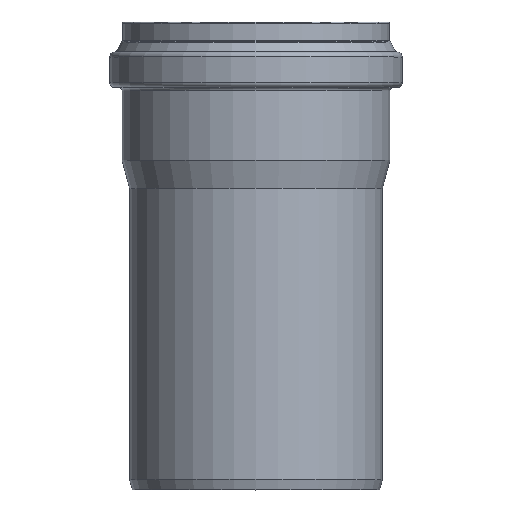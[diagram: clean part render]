
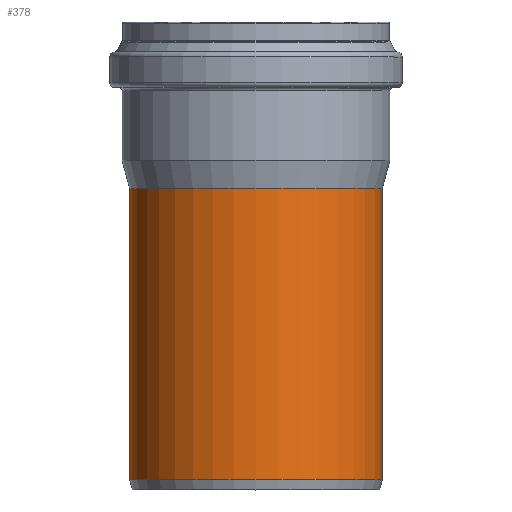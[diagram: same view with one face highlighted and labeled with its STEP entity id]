
A CAD part, top view. The second image highlights one B-rep face of the part: STEP entity #378.
In plain terms, the highlighted cylindrical face has radius 100 mm (diameter 200 mm), a full revolution.
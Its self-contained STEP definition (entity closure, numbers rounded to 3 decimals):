
#30=CYLINDRICAL_SURFACE('',#420,100.);
#44=FACE_BOUND('',#120,.T.);
#80=FACE_OUTER_BOUND('',#119,.T.);
#119=EDGE_LOOP('',(#299));
#120=EDGE_LOOP('',(#300));
#186=CIRCLE('',#415,100.);
#189=CIRCLE('',#421,100.);
#222=VERTEX_POINT('',#635);
#225=VERTEX_POINT('',#644);
#258=EDGE_CURVE('',#222,#222,#186,.T.);
#261=EDGE_CURVE('',#225,#225,#189,.T.);
#299=ORIENTED_EDGE('',*,*,#258,.F.);
#300=ORIENTED_EDGE('',*,*,#261,.T.);
#378=ADVANCED_FACE('',(#80,#44),#30,.T.);
#415=AXIS2_PLACEMENT_3D('',#636,#491,#492);
#420=AXIS2_PLACEMENT_3D('',#643,#501,#502);
#421=AXIS2_PLACEMENT_3D('',#645,#503,#504);
#491=DIRECTION('center_axis',(0.,-1.,0.));
#492=DIRECTION('ref_axis',(1.,0.,0.));
#501=DIRECTION('center_axis',(0.,-1.,0.));
#502=DIRECTION('ref_axis',(1.,0.,0.));
#503=DIRECTION('center_axis',(0.,-1.,0.));
#504=DIRECTION('ref_axis',(1.,0.,0.));
#635=CARTESIAN_POINT('',(99.536,-283.728,0.));
#636=CARTESIAN_POINT('Origin',(-0.464,-283.728,0.));
#643=CARTESIAN_POINT('Origin',(-0.464,-168.544,0.));
#644=CARTESIAN_POINT('',(99.536,-53.36,0.));
#645=CARTESIAN_POINT('Origin',(-0.464,-53.36,0.));
